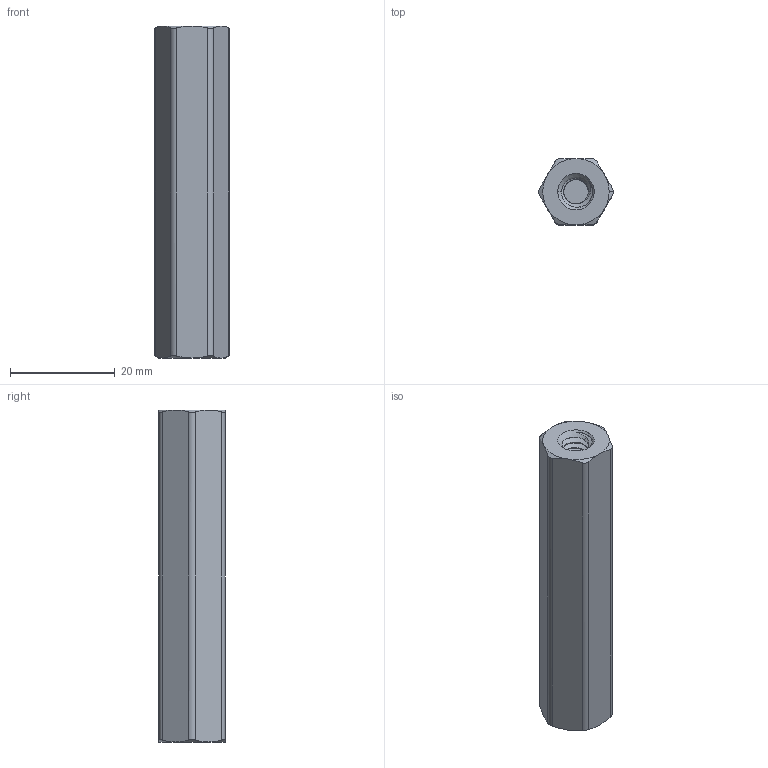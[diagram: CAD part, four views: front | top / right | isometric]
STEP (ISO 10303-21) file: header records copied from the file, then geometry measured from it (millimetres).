
FILE_DESCRIPTION (( 'STEP AP203' ), '1' );
FILE_NAME ('91780A363_Female Threaded Hex Standoff.STEP', '2022-12-08T18:08:22', ( 'Administrator' ), ( 'Managed by Terraform' ), 'SwSTEP 2.0', 'SolidWorks 2017', '' );
FILE_SCHEMA (( 'CONFIG_CONTROL_DESIGN' ));
Length unit declared in the file: inch
Products named in the file (1): 91780A363_Female Threaded Hex Standoff
Bounding box: 14.27 x 12.7 x 63.5 mm (x, y, z)
Volume: 8046.4 mm3; surface area: 3942.1 mm2
Topology: 1 solids, 1 shells, 93 faces, 251 edges, 162 vertices
Faces by surface type: cylinder 57, cone 20, plane 10, bspline 6
Entity records: 7308 total; most frequent: CARTESIAN_POINT 5325, ORIENTED_EDGE 502, DIRECTION 289, EDGE_CURVE 251, VERTEX_POINT 162, AXIS2_PLACEMENT_3D 110, EDGE_LOOP 95, FACE_OUTER_BOUND 93
